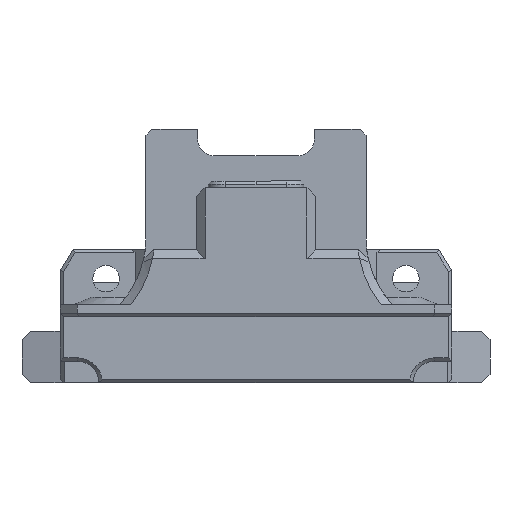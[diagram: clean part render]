
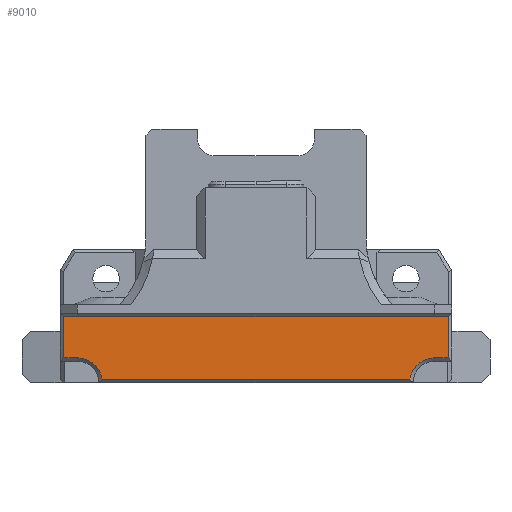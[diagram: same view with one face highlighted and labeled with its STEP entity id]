
A CAD part, front view. The second image highlights one B-rep face of the part: STEP entity #9010.
In plain terms, the highlighted planar face has unit normal (0, -1, 0).
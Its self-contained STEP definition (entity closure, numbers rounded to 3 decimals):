
#238=CIRCLE('',#9547,2.9);
#240=CIRCLE('',#9551,2.9);
#707=FACE_OUTER_BOUND('',#1221,.T.);
#1221=EDGE_LOOP('',(#7698,#7699,#7700,#7701,#7702,#7703,#7704,#7705));
#2111=LINE('',#14167,#3216);
#2115=LINE('',#14180,#3220);
#2146=LINE('',#14254,#3251);
#2270=LINE('',#14538,#3375);
#2273=LINE('',#14544,#3378);
#2274=LINE('',#14545,#3379);
#3216=VECTOR('',#11409,10.);
#3220=VECTOR('',#11423,10.);
#3251=VECTOR('',#11500,10.);
#3375=VECTOR('',#11766,10.);
#3378=VECTOR('',#11771,10.);
#3379=VECTOR('',#11772,10.);
#4141=VERTEX_POINT('',#14160);
#4142=VERTEX_POINT('',#14162);
#4143=VERTEX_POINT('',#14166);
#4146=VERTEX_POINT('',#14174);
#4147=VERTEX_POINT('',#14176);
#4166=VERTEX_POINT('',#14247);
#4256=VERTEX_POINT('',#14537);
#4258=VERTEX_POINT('',#14543);
#5264=EDGE_CURVE('',#4142,#4141,#238,.T.);
#5266=EDGE_CURVE('',#4143,#4142,#2111,.T.);
#5271=EDGE_CURVE('',#4146,#4147,#240,.T.);
#5273=EDGE_CURVE('',#4147,#4141,#2115,.T.);
#5310=EDGE_CURVE('',#4166,#4143,#2146,.T.);
#5452=EDGE_CURVE('',#4256,#4146,#2270,.T.);
#5455=EDGE_CURVE('',#4258,#4256,#2273,.T.);
#5456=EDGE_CURVE('',#4258,#4166,#2274,.F.);
#7698=ORIENTED_EDGE('',*,*,#5273,.F.);
#7699=ORIENTED_EDGE('',*,*,#5271,.F.);
#7700=ORIENTED_EDGE('',*,*,#5452,.F.);
#7701=ORIENTED_EDGE('',*,*,#5455,.F.);
#7702=ORIENTED_EDGE('',*,*,#5456,.T.);
#7703=ORIENTED_EDGE('',*,*,#5310,.T.);
#7704=ORIENTED_EDGE('',*,*,#5266,.T.);
#7705=ORIENTED_EDGE('',*,*,#5264,.T.);
#8543=PLANE('',#9648);
#9010=ADVANCED_FACE('',(#707),#8543,.T.);
#9547=AXIS2_PLACEMENT_3D('',#14163,#11404,#11405);
#9551=AXIS2_PLACEMENT_3D('',#14177,#11417,#11418);
#9648=AXIS2_PLACEMENT_3D('',#14542,#11769,#11770);
#11404=DIRECTION('center_axis',(0.,1.,0.));
#11405=DIRECTION('ref_axis',(1.,0.,0.));
#11409=DIRECTION('',(1.,0.,0.));
#11417=DIRECTION('center_axis',(0.,-1.,0.));
#11418=DIRECTION('ref_axis',(-1.,0.,0.));
#11423=DIRECTION('',(-1.,0.,0.));
#11500=DIRECTION('',(0.,0.,-1.));
#11766=DIRECTION('',(-1.,0.,0.));
#11769=DIRECTION('center_axis',(0.,-1.,0.));
#11770=DIRECTION('ref_axis',(1.,0.,0.));
#11771=DIRECTION('',(0.,0.,-1.));
#11772=DIRECTION('',(1.,0.,0.));
#14160=CARTESIAN_POINT('',(-17.985,-64.2,12.55));
#14162=CARTESIAN_POINT('',(-20.857,-64.2,15.05));
#14163=CARTESIAN_POINT('Origin',(-20.857,-64.2,12.15));
#14166=CARTESIAN_POINT('',(-22.457,-64.2,15.05));
#14167=CARTESIAN_POINT('',(-0.759,-64.2,15.05));
#14174=CARTESIAN_POINT('',(20.828,-64.2,15.05));
#14176=CARTESIAN_POINT('',(17.955,-64.2,12.55));
#14177=CARTESIAN_POINT('Origin',(20.828,-64.2,12.15));
#14180=CARTESIAN_POINT('',(2.691,-64.2,12.55));
#14247=CARTESIAN_POINT('',(-22.457,-64.2,19.85));
#14254=CARTESIAN_POINT('',(-22.457,-64.2,13.148));
#14537=CARTESIAN_POINT('',(22.428,-64.2,15.05));
#14538=CARTESIAN_POINT('',(0.729,-64.2,15.05));
#14542=CARTESIAN_POINT('Origin',(6.13,-64.2,13.146));
#14543=CARTESIAN_POINT('',(22.428,-64.2,19.85));
#14544=CARTESIAN_POINT('',(22.428,-64.2,13.148));
#14545=CARTESIAN_POINT('',(3.065,-64.2,19.85));
